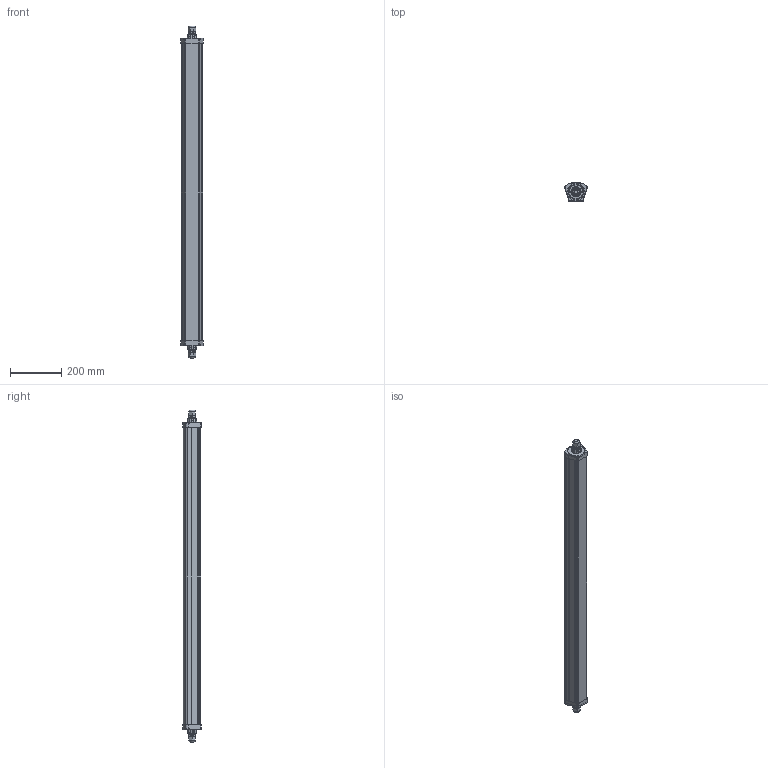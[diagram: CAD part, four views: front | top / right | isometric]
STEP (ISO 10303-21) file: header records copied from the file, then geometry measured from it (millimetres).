
FILE_DESCRIPTION (( 'STEP AP214' ), '1' );
FILE_NAME ('DP_FLEX_IP66_4ft.STEP', '2024-11-19T14:10:10', ( '' ), ( '' ), 'SwSTEP 2.0', 'SolidWorks 2022', '' );
FILE_SCHEMA (( 'AUTOMOTIVE_DESIGN' ));
Length unit declared in the file: millimetre
Products named in the file (1): DP_FLEX_IP66_4ft
Bounding box: 87.81 x 72.56 x 1295.87 mm (x, y, z)
Volume: 505750 mm3; surface area: 699320.1 mm2
Topology: 8 solids, 8 shells, 683 faces, 2177 edges, 1506 vertices
Faces by surface type: bspline 242, plane 177, cylinder 148, sphere 50, torus 40, cone 26
Full cylindrical faces by diameter (mm): 19.105 x2, 25.6 x2, 53.5 x2, 67.76 x2
Entity records: 56669 total; most frequent: CARTESIAN_POINT 33377, ORIENTED_EDGE 4266, EDGE_CURVE 2133, DIRECTION 1829, VERTEX_POINT 1500, B_SPLINE_CURVE_WITH_KNOTS 1392, EDGE_LOOP 721, AXIS2_PLACEMENT_3D 714
